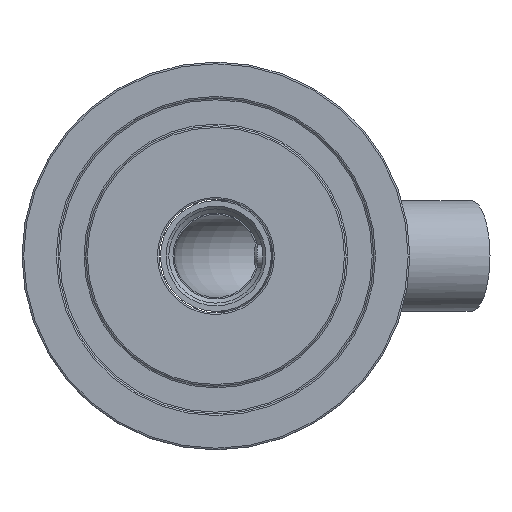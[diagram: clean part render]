
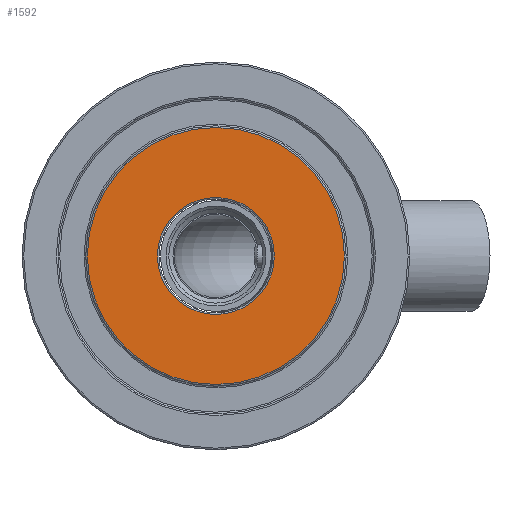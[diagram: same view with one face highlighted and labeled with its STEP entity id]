
A CAD part, left-side view. The second image highlights one B-rep face of the part: STEP entity #1592.
In plain terms, the highlighted planar face has unit normal (-1, 0, 0).
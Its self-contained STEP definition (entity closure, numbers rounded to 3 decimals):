
#240=PLANE('',#2406);
#297=ORIENTED_EDGE('',*,*,#703,.T.);
#298=ORIENTED_EDGE('',*,*,#704,.T.);
#703=EDGE_CURVE('',#906,#906,#1065,.T.);
#704=EDGE_CURVE('',#907,#907,#1066,.F.);
#906=VERTEX_POINT('',#3220);
#907=VERTEX_POINT('',#3222);
#1065=CIRCLE('',#2407,10.55);
#1066=CIRCLE('',#2408,23.2);
#1186=EDGE_LOOP('',(#297));
#1187=EDGE_LOOP('',(#298));
#1376=FACE_BOUND('',#1186,.T.);
#1377=FACE_BOUND('',#1187,.T.);
#1592=ADVANCED_FACE('',(#1376,#1377),#240,.F.);
#2406=AXIS2_PLACEMENT_3D('',#3218,#2656,#2657);
#2407=AXIS2_PLACEMENT_3D('',#3219,#2658,#2659);
#2408=AXIS2_PLACEMENT_3D('',#3221,#2660,#2661);
#2656=DIRECTION('',(1.,0.,0.));
#2657=DIRECTION('',(0.,0.,-1.));
#2658=DIRECTION('',(1.,0.,0.));
#2659=DIRECTION('',(0.,0.,-1.));
#2660=DIRECTION('',(1.,0.,0.));
#2661=DIRECTION('',(0.,0.,-1.));
#3218=CARTESIAN_POINT('',(1.5,0.,0.));
#3219=CARTESIAN_POINT('',(1.5,0.,0.));
#3220=CARTESIAN_POINT('',(1.5,0.,-10.55));
#3221=CARTESIAN_POINT('',(1.5,0.,0.));
#3222=CARTESIAN_POINT('',(1.5,0.,-23.2));
